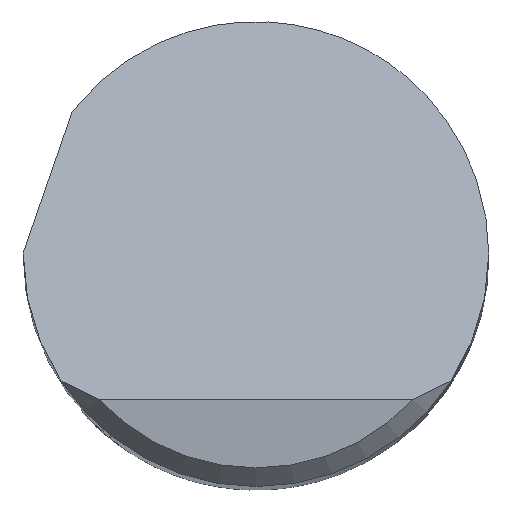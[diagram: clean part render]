
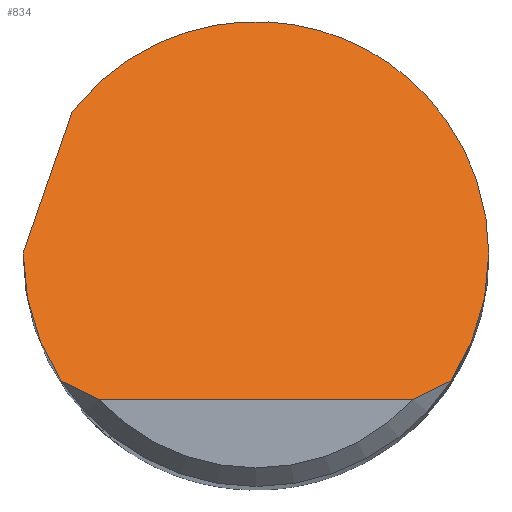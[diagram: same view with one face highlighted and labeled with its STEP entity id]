
A CAD part, top view. The second image highlights one B-rep face of the part: STEP entity #834.
In plain terms, the highlighted planar face has unit normal (0, 0.707, 0.707).
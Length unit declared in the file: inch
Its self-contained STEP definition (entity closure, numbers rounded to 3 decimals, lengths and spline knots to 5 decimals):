
#3 = CARTESIAN_POINT ( 'NONE',  ( 0.1875, 0., 1.8825 ) ) ;
#4 = ORIENTED_EDGE ( 'NONE', *, *, #361, .F. ) ;
#7 = CARTESIAN_POINT ( 'NONE',  ( 0., -0.1175, 2. ) ) ;
#12 = CARTESIAN_POINT ( 'NONE',  ( -0.1369, -0.11288, 1.99538 ) ) ;
#22 = CARTESIAN_POINT ( 'NONE',  ( -0.157, -0.1025, 1.985 ) ) ;
#36 = CARTESIAN_POINT ( 'NONE',  ( -0.17704, -0.0718, 1.9543 ) ) ;
#68 = CARTESIAN_POINT ( 'NONE',  ( 0.157, -0.1025, 1.985 ) ) ;
#69 = EDGE_LOOP ( 'NONE', ( #575, #292, #209, #4, #398, #176, #836, #555 ) ) ;
#73 = CARTESIAN_POINT ( 'NONE',  ( -0.157, -0.1025, 1.985 ) ) ;
#82 = DIRECTION ( 'NONE',  ( 1., 0., 0. ) ) ;
#86 = DIRECTION ( 'NONE',  ( 0.238, 0.687, -0.687 ) ) ;
#113 = CARTESIAN_POINT ( 'NONE',  ( 0.1875, -0.03666, 1.91916 ) ) ;
#133 = CARTESIAN_POINT ( 'NONE',  ( -0.22622, -0.1108, 1.9933 ) ) ;
#147 = CARTESIAN_POINT ( 'NONE',  ( -0.1875, 0., 1.8825 ) ) ;
#149 = CARTESIAN_POINT ( 'NONE',  ( 0.157, -0.1025, 1.985 ) ) ;
#167 =( BOUNDED_CURVE ( )  B_SPLINE_CURVE ( 3, ( #400, #592, #805, #331 ),
 .UNSPECIFIED., .F., .T. ) 
 B_SPLINE_CURVE_WITH_KNOTS ( ( 4, 4 ),
 ( 5.37386, 7.85398 ),
 .UNSPECIFIED. ) 
 CURVE ( )  GEOMETRIC_REPRESENTATION_ITEM ( )  RATIONAL_B_SPLINE_CURVE ( ( 1., 0.55, 0.55, 1. ) ) 
 REPRESENTATION_ITEM ( '' )  );
#176 = ORIENTED_EDGE ( 'NONE', *, *, #612, .F. ) ;
#209 = ORIENTED_EDGE ( 'NONE', *, *, #298, .F. ) ;
#215 = LINE ( 'NONE', #133, #681 ) ;
#225 = CARTESIAN_POINT ( 'NONE',  ( -0.1875, 0.001, 1.8815 ) ) ;
#233 = CARTESIAN_POINT ( 'NONE',  ( -0.1875, 0.00067, 1.88183 ) ) ;
#282 = CARTESIAN_POINT ( 'NONE',  ( 0.14711, -0.10785, 1.99035 ) ) ;
#288 = DIRECTION ( 'NONE',  ( 0., -0.707, -0.707 ) ) ;
#292 = ORIENTED_EDGE ( 'NONE', *, *, #350, .T. ) ;
#294 = CARTESIAN_POINT ( 'NONE',  ( -0.1875, 0., 1.8825 ) ) ;
#298 = EDGE_CURVE ( 'NONE', #657, #795, #477, .T. ) ;
#331 = CARTESIAN_POINT ( 'NONE',  ( 0.1875, 0., 1.8825 ) ) ;
#335 = CARTESIAN_POINT ( 'NONE',  ( -0.14711, -0.10785, 1.99035 ) ) ;
#343 =( BOUNDED_CURVE ( )  B_SPLINE_CURVE ( 3, ( #557, #36, #569, #294 ),
 .UNSPECIFIED., .F., .T. ) 
 B_SPLINE_CURVE_WITH_KNOTS ( ( 4, 4 ),
 ( 4.13401, 4.71239 ),
 .UNSPECIFIED. ) 
 CURVE ( )  GEOMETRIC_REPRESENTATION_ITEM ( )  RATIONAL_B_SPLINE_CURVE ( ( 1., 0.972, 0.972, 1. ) ) 
 REPRESENTATION_ITEM ( '' )  );
#350 = EDGE_CURVE ( 'NONE', #385, #795, #582, .T. ) ;
#351 = EDGE_CURVE ( 'NONE', #578, #668, #215, .T. ) ;
#361 = EDGE_CURVE ( 'NONE', #668, #657, #167, .T. ) ;
#370 = EDGE_CURVE ( 'NONE', #387, #385, #550, .T. ) ;
#373 = VERTEX_POINT ( 'NONE', #22 ) ;
#385 = VERTEX_POINT ( 'NONE', #673 ) ;
#387 = VERTEX_POINT ( 'NONE', #654 ) ;
#393 = EDGE_CURVE ( 'NONE', #373, #387, #661, .T. ) ;
#398 = ORIENTED_EDGE ( 'NONE', *, *, #351, .F. ) ;
#400 = CARTESIAN_POINT ( 'NONE',  ( -0.14795, 0.11518, 1.76732 ) ) ;
#415 = PLANE ( 'NONE',  #608 ) ;
#423 =( BOUNDED_CURVE ( )  B_SPLINE_CURVE ( 3, ( #561, #817, #233, #495 ),
 .UNSPECIFIED., .F., .T. ) 
 B_SPLINE_CURVE_WITH_KNOTS ( ( 4, 4 ),
 ( 4.71239, 4.71772 ),
 .UNSPECIFIED. ) 
 CURVE ( )  GEOMETRIC_REPRESENTATION_ITEM ( )  RATIONAL_B_SPLINE_CURVE ( ( 1., 1., 1., 1. ) ) 
 REPRESENTATION_ITEM ( '' )  );
#450 = VERTEX_POINT ( 'NONE', #147 ) ;
#464 = CARTESIAN_POINT ( 'NONE',  ( 0.1369, -0.11288, 1.99538 ) ) ;
#477 =( BOUNDED_CURVE ( )  B_SPLINE_CURVE ( 3, ( #3, #113, #639, #644 ),
 .UNSPECIFIED., .F., .T. ) 
 B_SPLINE_CURVE_WITH_KNOTS ( ( 4, 4 ),
 ( 1.5708, 2.14917 ),
 .UNSPECIFIED. ) 
 CURVE ( )  GEOMETRIC_REPRESENTATION_ITEM ( )  RATIONAL_B_SPLINE_CURVE ( ( 1., 0.972, 0.972, 1. ) ) 
 REPRESENTATION_ITEM ( '' )  );
#483 = DIRECTION ( 'NONE',  ( 0., 0.707, -0.707 ) ) ;
#495 = CARTESIAN_POINT ( 'NONE',  ( -0.1875, 0.001, 1.8815 ) ) ;
#550 = LINE ( 'NONE', #7, #787 ) ;
#555 = ORIENTED_EDGE ( 'NONE', *, *, #393, .T. ) ;
#557 = CARTESIAN_POINT ( 'NONE',  ( -0.157, -0.1025, 1.985 ) ) ;
#561 = CARTESIAN_POINT ( 'NONE',  ( -0.1875, 0., 1.8825 ) ) ;
#569 = CARTESIAN_POINT ( 'NONE',  ( -0.1875, -0.03666, 1.91916 ) ) ;
#575 = ORIENTED_EDGE ( 'NONE', *, *, #370, .T. ) ;
#578 = VERTEX_POINT ( 'NONE', #225 ) ;
#582 = B_SPLINE_CURVE_WITH_KNOTS ( 'NONE', 3,
 ( #659, #464, #282, #68 ),
 .UNSPECIFIED., .F., .F.,
 ( 4, 4 ),
 ( 0., 0.00095 ),
 .UNSPECIFIED. ) ;
#592 = CARTESIAN_POINT ( 'NONE',  ( -0.01587, 0.28485, 1.59765 ) ) ;
#608 = AXIS2_PLACEMENT_3D ( 'NONE', #821, #288, #483 ) ;
#611 = EDGE_CURVE ( 'NONE', #373, #450, #343, .T. ) ;
#612 = EDGE_CURVE ( 'NONE', #450, #578, #423, .T. ) ;
#624 = FACE_OUTER_BOUND ( 'NONE', #69, .T. ) ;
#633 = CARTESIAN_POINT ( 'NONE',  ( -0.14795, 0.11518, 1.76732 ) ) ;
#639 = CARTESIAN_POINT ( 'NONE',  ( 0.17704, -0.0718, 1.9543 ) ) ;
#644 = CARTESIAN_POINT ( 'NONE',  ( 0.157, -0.1025, 1.985 ) ) ;
#654 = CARTESIAN_POINT ( 'NONE',  ( -0.12629, -0.1175, 2. ) ) ;
#657 = VERTEX_POINT ( 'NONE', #711 ) ;
#659 = CARTESIAN_POINT ( 'NONE',  ( 0.12629, -0.1175, 2. ) ) ;
#661 = B_SPLINE_CURVE_WITH_KNOTS ( 'NONE', 3,
 ( #73, #335, #12, #740 ),
 .UNSPECIFIED., .F., .F.,
 ( 4, 4 ),
 ( 0., 0.00095 ),
 .UNSPECIFIED. ) ;
#668 = VERTEX_POINT ( 'NONE', #633 ) ;
#673 = CARTESIAN_POINT ( 'NONE',  ( 0.12629, -0.1175, 2. ) ) ;
#681 = VECTOR ( 'NONE', #86, 39.37008 ) ;
#711 = CARTESIAN_POINT ( 'NONE',  ( 0.1875, 0., 1.8825 ) ) ;
#740 = CARTESIAN_POINT ( 'NONE',  ( -0.12629, -0.1175, 2. ) ) ;
#787 = VECTOR ( 'NONE', #82, 39.37008 ) ;
#795 = VERTEX_POINT ( 'NONE', #149 ) ;
#805 = CARTESIAN_POINT ( 'NONE',  ( 0.1875, 0.21502, 1.66748 ) ) ;
#817 = CARTESIAN_POINT ( 'NONE',  ( -0.1875, 0.00033, 1.88217 ) ) ;
#821 = CARTESIAN_POINT ( 'NONE',  ( -0.1875, -0.1175, 2. ) ) ;
#834 = ADVANCED_FACE ( 'NONE', ( #624 ), #415, .F. ) ;
#836 = ORIENTED_EDGE ( 'NONE', *, *, #611, .F. ) ;
